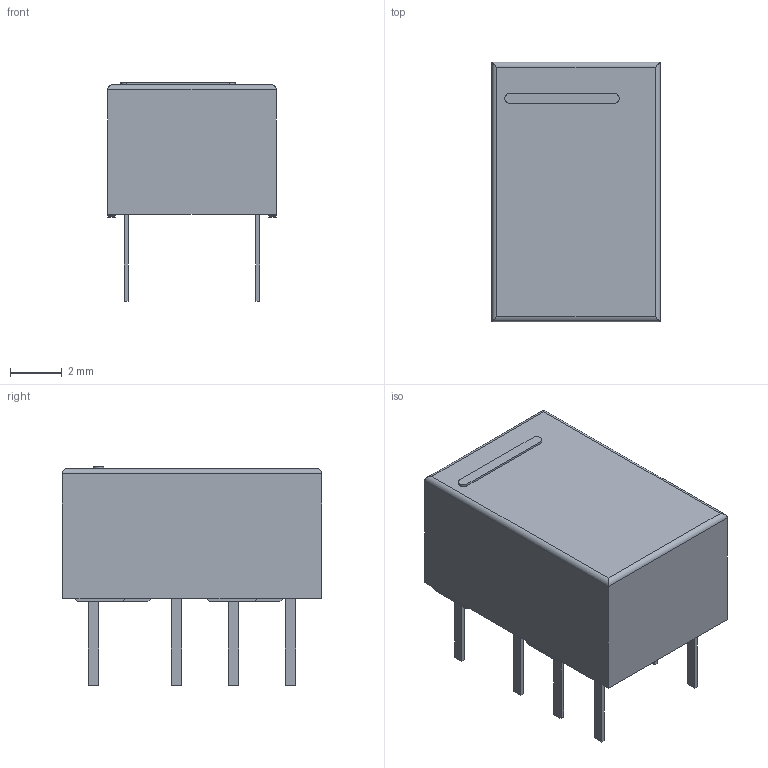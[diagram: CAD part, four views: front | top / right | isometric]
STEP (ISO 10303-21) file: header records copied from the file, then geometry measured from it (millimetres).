
FILE_DESCRIPTION(('FreeCAD Model'),'2;1');
FILE_NAME('Relay_DPDT_Omron_G6K-2P-Y.step','2018-01-10T18:19:50',('kicad StepUp'),( 'ksu MCAD'),'Open CASCADE STEP processor 6.8','FreeCAD','Unknown');
FILE_SCHEMA(('AUTOMOTIVE_DESIGN_CC2 { 1 2 10303 214 -1 1 5 4 }'));
Length unit declared in the file: millimetre
Products named in the file (1): Relay_DPDT_Omron_G6K-2P-Y
Bounding box: 6.5 x 10 x 8.43 mm (x, y, z)
Volume: 326.7 mm3; surface area: 323.9 mm2
Topology: 1 solids, 1 shells, 75 faces, 180 edges, 116 vertices
Faces by surface type: plane 69, cylinder 6
Entity records: 1546 total; most frequent: ORIENTED_EDGE 288, CARTESIAN_POINT 225, EDGE_CURVE 180, LINE 164, VERTEX_POINT 116, AXIS2_PLACEMENT_3D 84, FACE_BOUND 84, EDGE_LOOP 84
